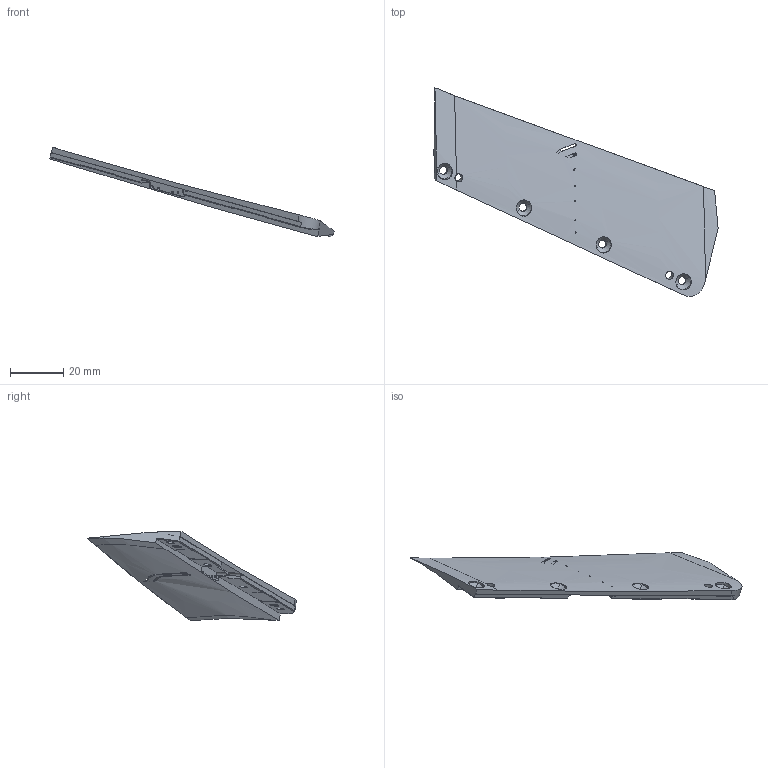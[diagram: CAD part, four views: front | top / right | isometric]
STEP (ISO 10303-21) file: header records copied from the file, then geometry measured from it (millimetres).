
FILE_DESCRIPTION(('CATIA V5 STEP Exchange'),'2;1');
FILE_NAME('D''essai_onera.stp','2007-05-30T12:57:23+00:00',('none'),('none'),'CATIA Version 5 Release 16 (IN-10)','CATIA V5 STEP AP203','none');
FILE_SCHEMA(('CONFIG_CONTROL_DESIGN'));
Length unit declared in the file: millimetre
Products named in the file (1): essai_onera
Bounding box: 106.99 x 78.49 x 33.66 mm (x, y, z)
Volume: 8856.5 mm3; surface area: 9751.3 mm2
Topology: 1 solids, 1 shells, 160 faces, 476 edges, 304 vertices
Faces by surface type: cylinder 60, plane 39, bspline 35, cone 26
Entity records: 23661 total; most frequent: CARTESIAN_POINT 19983, ORIENTED_EDGE 932, EDGE_CURVE 466, DIRECTION 445, VERTEX_POINT 304, B_SPLINE_CURVE_WITH_KNOTS 257, EDGE_LOOP 188, VECTOR 174
